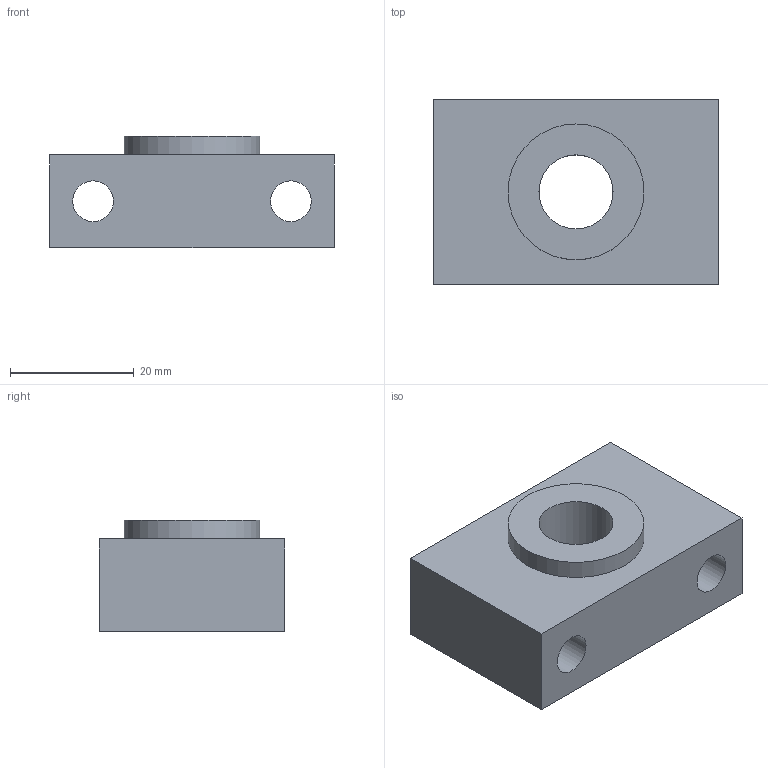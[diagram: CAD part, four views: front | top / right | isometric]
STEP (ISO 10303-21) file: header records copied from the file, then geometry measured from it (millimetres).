
FILE_DESCRIPTION(/* description */ (''),/* implementation_level */ '2;1');
FILE_NAME(/* name */ 'CAD_8139.stp',/* time_stamp */ '2016-06-07T16:08:13+02:00',/* author */ ('Hypex'),/* organization */ ('Hypex'),/* preprocessor_version */ 'ST-DEVELOPER v16.1',/* originating_system */ 'Autodesk Inventor 2016',/* authorisation */ '');
FILE_SCHEMA (('AUTOMOTIVE_DESIGN { 1 0 10303 214 3 1 1 }'));
Length unit declared in the file: millimetre
Products named in the file (1): CAD_8139
Bounding box: 46 x 30 x 18 mm (x, y, z)
Volume: 16900.4 mm3; surface area: 7000.5 mm2
Topology: 1 solids, 1 shells, 15 faces, 32 edges, 22 vertices
Faces by surface type: plane 9, cylinder 6
Full cylindrical faces by diameter (mm): 6.6 x2, 11 x2, 12 x1, 22 x1
Entity records: 424 total; most frequent: DIRECTION 68, CARTESIAN_POINT 60, ORIENTED_EDGE 48, EDGE_LOOP 30, AXIS2_PLACEMENT_3D 28, EDGE_CURVE 24, VERTEX_POINT 20, STYLED_ITEM 16
